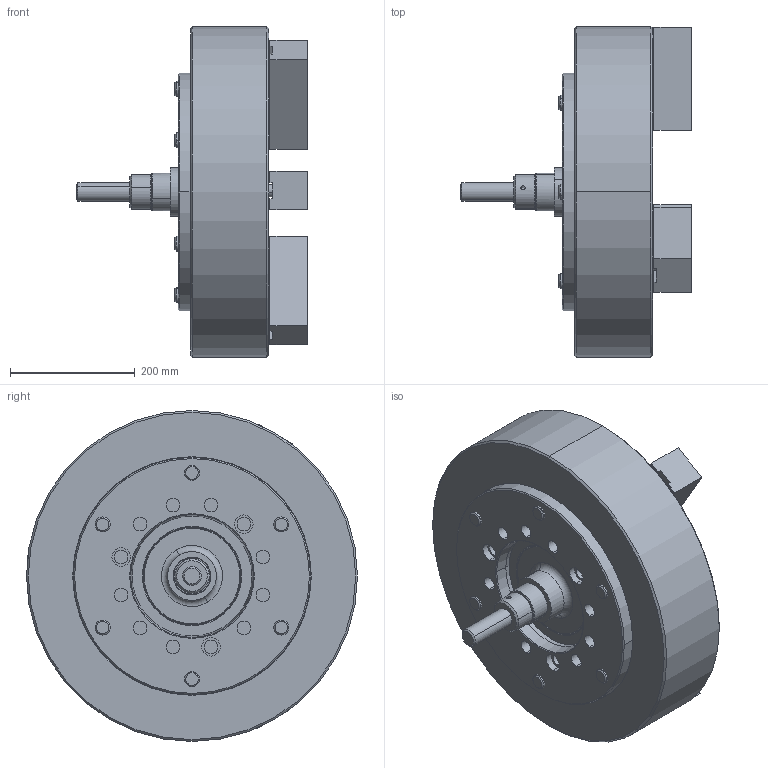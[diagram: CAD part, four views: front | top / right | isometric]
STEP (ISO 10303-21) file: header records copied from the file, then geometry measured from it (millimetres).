
FILE_DESCRIPTION (( 'STEP AP203' ), '1' );
FILE_NAME ('CF-3P-221A11.STEP', '2020-01-08T03:14:04', ( 'temp' ), ( '' ), 'SwSTEP 2.0', 'SolidWorks 2016', '' );
FILE_SCHEMA (( 'CONFIG_CONTROL_DESIGN' ));
Length unit declared in the file: millimetre
Products named in the file (11): 3P-15-05000; 3P-15-06000; 圓頭內六角螺栓_M30x125(全牙); CF-3P-221-01000; 3P-21-09000-A11法蘭; CF-3P-221-02000; CF-3P-221A11; SJ-15P; CF-3P-221-04000; 圓頭內六角螺栓_M20x55; 圓頭內六角螺栓_M24x120
Assembly tree (22 placements, depth 2):
  CF-3P-221A11
    CF-3P-221-01000
    CF-3P-221-02000
    SJ-15P  x3
    CF-3P-221-04000
    圓頭內六角螺栓_M20x55  x6
    圓頭內六角螺栓_M24x120  x6
    3P-15-05000
    3P-15-06000
    圓頭內六角螺栓_M30x125(全牙)
    3P-21-09000-A11法蘭
Bounding box: 369.5 x 530 x 530 mm (x, y, z)
Volume: 30072658.6 mm3; surface area: 1507653.5 mm2
Topology: 22 solids, 22 shells, 3326 faces, 9498 edges, 6257 vertices
Faces by surface type: plane 2277, cylinder 864, cone 173, torus 12
Entity records: 41808 total; most frequent: CARTESIAN_POINT 8716, ORIENTED_EDGE 7044, DIRECTION 6083, EDGE_CURVE 3522, VECTOR 2555, LINE 2555, VERTEX_POINT 2317, AXIS2_PLACEMENT_3D 1764
